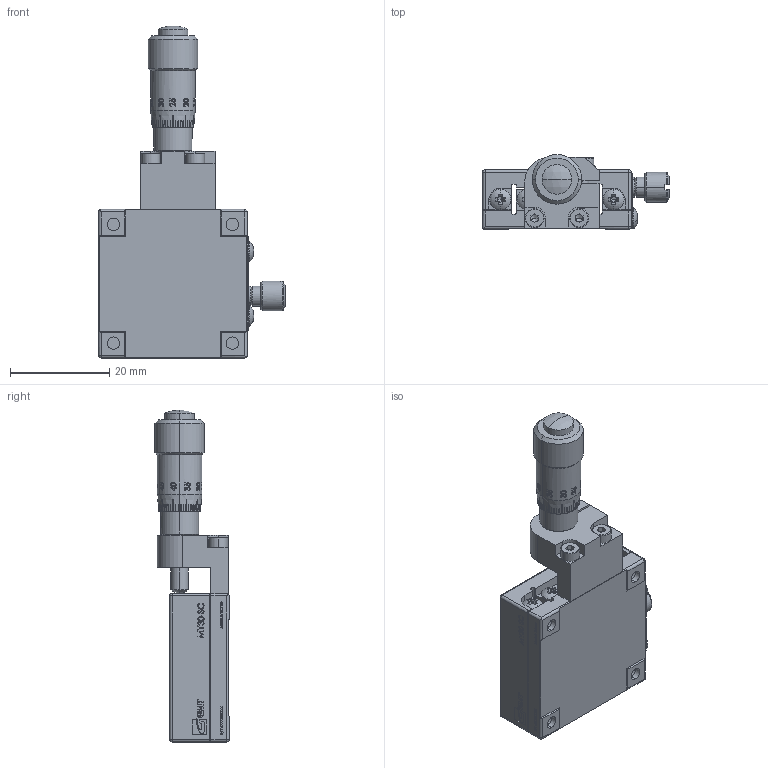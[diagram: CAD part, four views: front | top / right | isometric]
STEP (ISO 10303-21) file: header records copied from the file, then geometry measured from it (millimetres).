
FILE_DESCRIPTION (( 'STEP AP203' ), '1' );
FILE_NAME ('MX30-SC(«¬¿ý).STEP', '2013-04-30T02:19:55', ( '123' ), ( '' ), 'SwSTEP 2.0', 'SolidWorks 2013', '' );
FILE_SCHEMA (( 'CONFIG_CONTROL_DESIGN' ));
Length unit declared in the file: millimetre
Products named in the file (3): Group1^MX30-SC(型錄); Group2^MX30-SC(型錄); MX30-SC(型錄)
Assembly tree (2 placements, depth 2):
  MX30-SC(型錄)
    Group1^MX30-SC(型錄)
    Group2^MX30-SC(型錄)
Bounding box: 37.7 x 15 x 67.05 mm (x, y, z)
Volume: 12742.7 mm3; surface area: 8349.4 mm2
Topology: 2 solids, 2 shells, 1709 faces, 4656 edges, 3018 vertices
Faces by surface type: plane 1009, bspline 344, cylinder 232, cone 84, sphere 30, torus 10
Entity records: 76329 total; most frequent: CARTESIAN_POINT 34923, ORIENTED_EDGE 9244, DIRECTION 7453, EDGE_CURVE 4622, VERTEX_POINT 3018, VECTOR 2723, LINE 2723, AXIS2_PLACEMENT_3D 2365
